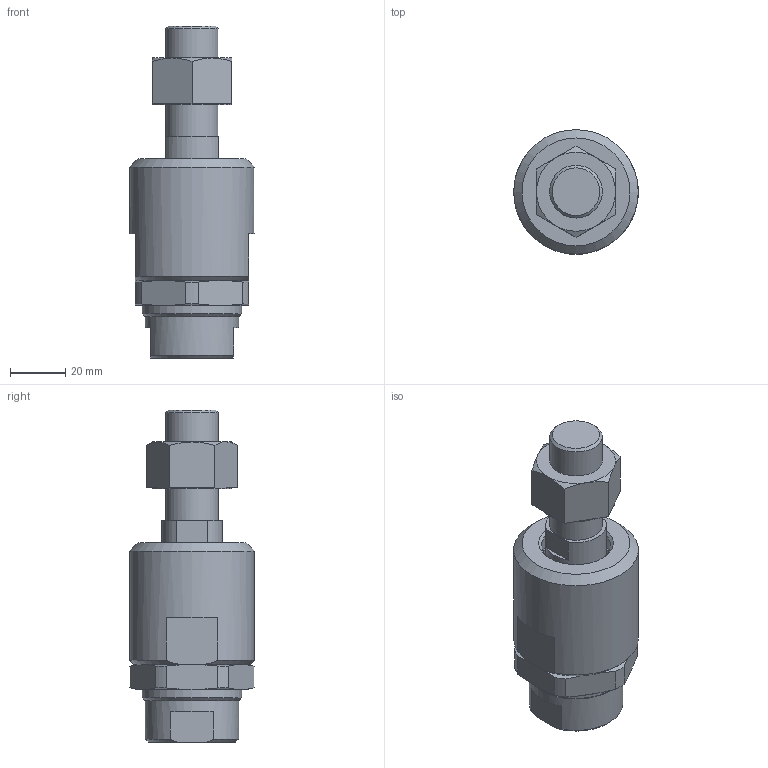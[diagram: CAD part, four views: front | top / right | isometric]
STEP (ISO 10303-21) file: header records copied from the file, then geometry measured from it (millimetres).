
FILE_DESCRIPTION(/* description */ ('STEP AP214'),/* implementation_level */ '2;1');
FILE_NAME(/* name */ '532708_FK-3_4-16',/* time_stamp */ '2024-08-28T13:48:00+02:00',/* author */ ('License CC BY-ND 4.0'),/* organization */ ('CADENAS'),/* preprocessor_version */ 'ST-DEVELOPER v19.3',/* originating_system */ 'PARTsolutions',/* authorisation */ ' ');
FILE_SCHEMA (('AUTOMOTIVE_DESIGN {1 0 10303 214 3 1 1}'));
Length unit declared in the file: millimetre
Products named in the file (7): 532708 FK-3_4-16---(asm_0_0); 532708 FK-3/4-16---(GE); 532708 FK-3/4-16---(0BO); Hex Nuts 3/4 ANSI B18.2.2; 532708 FK-3/4-16---(BU); 532708 FK-3/4-16---(MU); 532708 FK-3/4-16---(KG)
Assembly tree (7 placements, depth 2):
  532708 FK-3_4-16---(asm_0_0)
    532708 FK-3/4-16---(GE)
    532708 FK-3/4-16---(0BO)
    Hex Nuts 3/4 ANSI B18.2.2
    532708 FK-3/4-16---(BU)
    532708 FK-3/4-16---(MU)
    532708 FK-3/4-16---(KG)  x2
Bounding box: 45 x 45 x 120 mm (x, y, z)
Volume: 103680.8 mm3; surface area: 37067.4 mm2
Topology: 7 solids, 7 shells, 128 faces, 289 edges, 180 vertices
Faces by surface type: plane 53, cone 40, cylinder 31, sphere 4
Full cylindrical faces by diameter (mm): 17.33 x2, 19.05 x1, 20.5 x1, 22 x1, 24 x2, 25 x1, 27.8 x3, 32 x2, 33.8 x1, 34.376 x2, 34.5 x1, 36 x1, 45 x1
Entity records: 3458 total; most frequent: CARTESIAN_POINT 669, DIRECTION 566, ORIENTED_EDGE 474, AXIS2_PLACEMENT_3D 242, EDGE_CURVE 237, EDGE_LOOP 176, FACE_BOUND 176, VERTEX_POINT 169
